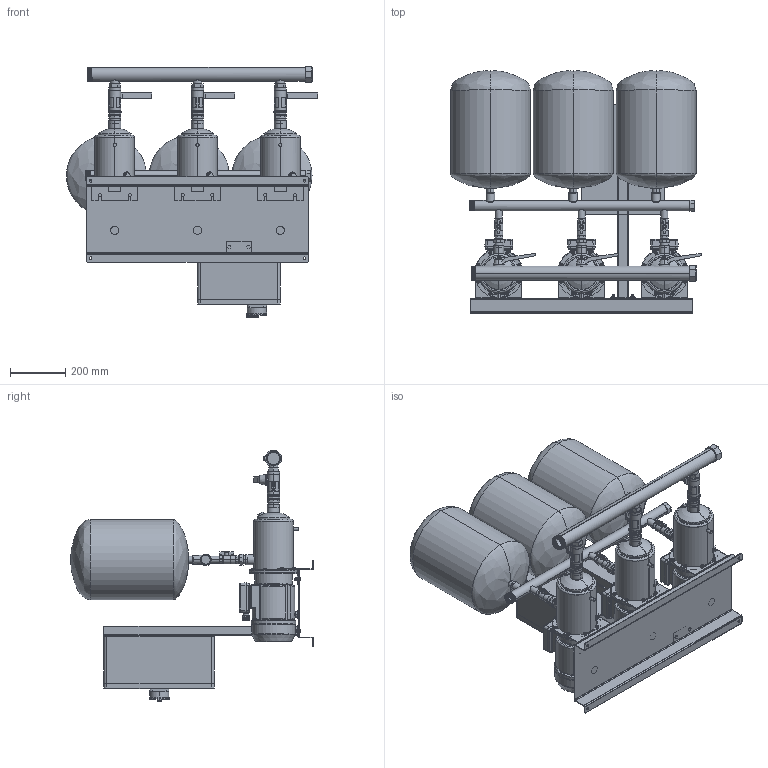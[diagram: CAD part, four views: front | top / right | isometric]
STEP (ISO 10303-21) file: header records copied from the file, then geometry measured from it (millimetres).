
FILE_DESCRIPTION (( 'STEP AP214' ), '1' );
FILE_NAME ('3EH_5-7_TS.STEP', '2022-03-02T09:55:12', ( '' ), ( '' ), 'SwSTEP 2.0', 'SolidWorks 2020', '' );
FILE_SCHEMA (( 'AUTOMOTIVE_DESIGN' ));
Length unit declared in the file: mil
Products named in the file (1): 3EH_5-7_TS
Bounding box: 910 x 880 x 909.25 mm (x, y, z)
Volume: 86740501 mm3; surface area: 6017922.3 mm2
Topology: 66 solids, 67 shells, 2320 faces, 5572 edges, 3580 vertices
Faces by surface type: plane 1186, cylinder 858, cone 172, torus 48, bspline 42, sphere 14
Entity records: 97504 total; most frequent: CARTESIAN_POINT 39771, ORIENTED_EDGE 11128, DIRECTION 11039, EDGE_CURVE 5564, AXIS2_PLACEMENT_3D 3933, VERTEX_POINT 3580, LINE 3173, VECTOR 3173
